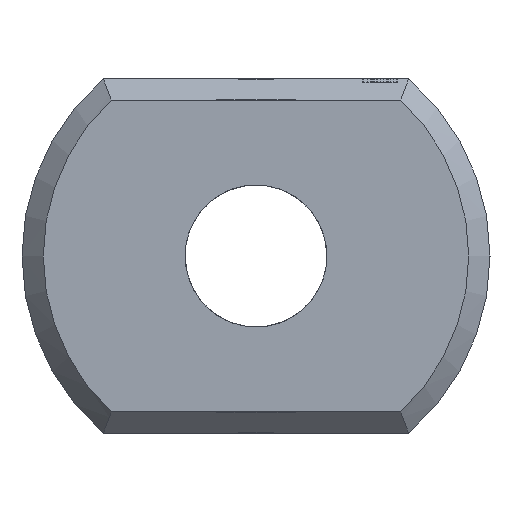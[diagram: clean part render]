
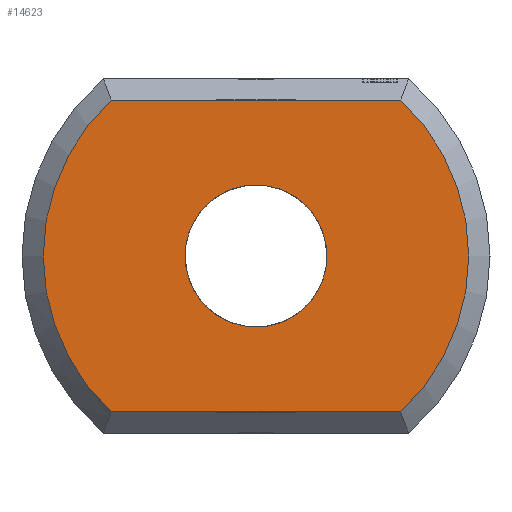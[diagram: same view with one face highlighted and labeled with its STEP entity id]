
A CAD part, left-side view. The second image highlights one B-rep face of the part: STEP entity #14623.
In plain terms, the highlighted planar face has unit normal (-1, 0, 0).
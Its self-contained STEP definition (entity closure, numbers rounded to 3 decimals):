
#3629 = VERTEX_POINT('',#3630);
#3630 = CARTESIAN_POINT('',(0.,-2.04,2.2));
#3639 = VERTEX_POINT('',#3640);
#3640 = CARTESIAN_POINT('',(0.,-2.04,-2.2));
#3647 = EDGE_CURVE('',#3629,#3639,#3648,.T.);
#3648 = CIRCLE('',#3649,3.);
#3649 = AXIS2_PLACEMENT_3D('',#3650,#3651,#3652);
#3650 = CARTESIAN_POINT('',(0.,0.,0.));
#3651 = DIRECTION('',(1.,0.,0.));
#3652 = DIRECTION('',(0.,-0.653,0.758)
  );
#4408 = VERTEX_POINT('',#4409);
#4409 = CARTESIAN_POINT('',(0.,2.04,2.2));
#4416 = EDGE_CURVE('',#3629,#4408,#4417,.T.);
#4417 = LINE('',#4418,#4419);
#4418 = CARTESIAN_POINT('',(0.,-2.154,2.2));
#4419 = VECTOR('',#4420,1.);
#4420 = DIRECTION('',(0.,1.,0.));
#14623 = ADVANCED_FACE('',(#14624,#14643),#14654,.F.);
#14624 = FACE_BOUND('',#14625,.F.);
#14625 = EDGE_LOOP('',(#14626,#14635,#14636,#14637));
#14626 = ORIENTED_EDGE('',*,*,#14627,.T.);
#14627 = EDGE_CURVE('',#14628,#4408,#14630,.T.);
#14628 = VERTEX_POINT('',#14629);
#14629 = CARTESIAN_POINT('',(0.,2.04,-2.2));
#14630 = CIRCLE('',#14631,3.);
#14631 = AXIS2_PLACEMENT_3D('',#14632,#14633,#14634);
#14632 = CARTESIAN_POINT('',(0.,0.,0.));
#14633 = DIRECTION('',(1.,0.,0.));
#14634 = DIRECTION('',(0.,0.653,-0.758)
  );
#14635 = ORIENTED_EDGE('',*,*,#4416,.F.);
#14636 = ORIENTED_EDGE('',*,*,#3647,.T.);
#14637 = ORIENTED_EDGE('',*,*,#14638,.T.);
#14638 = EDGE_CURVE('',#3639,#14628,#14639,.T.);
#14639 = LINE('',#14640,#14641);
#14640 = CARTESIAN_POINT('',(0.,-2.154,-2.2));
#14641 = VECTOR('',#14642,1.);
#14642 = DIRECTION('',(0.,1.,0.));
#14643 = FACE_BOUND('',#14644,.T.);
#14644 = EDGE_LOOP('',(#14645));
#14645 = ORIENTED_EDGE('',*,*,#14646,.T.);
#14646 = EDGE_CURVE('',#14647,#14647,#14649,.T.);
#14647 = VERTEX_POINT('',#14648);
#14648 = CARTESIAN_POINT('',(0.,1.,0.)
  );
#14649 = CIRCLE('',#14650,1.);
#14650 = AXIS2_PLACEMENT_3D('',#14651,#14652,#14653);
#14651 = CARTESIAN_POINT('',(0.,0.,0.));
#14652 = DIRECTION('',(1.,0.,0.));
#14653 = DIRECTION('',(0.,1.,0.));
#14654 = PLANE('',#14655);
#14655 = AXIS2_PLACEMENT_3D('',#14656,#14657,#14658);
#14656 = CARTESIAN_POINT('',(0.,0.,0.));
#14657 = DIRECTION('',(1.,0.,0.));
#14658 = DIRECTION('',(0.,0.,1.));
